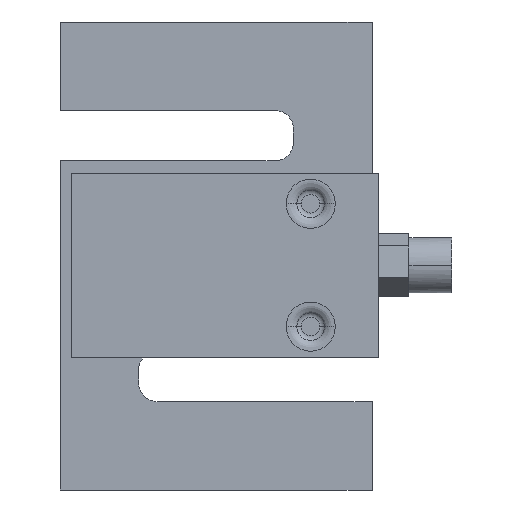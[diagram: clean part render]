
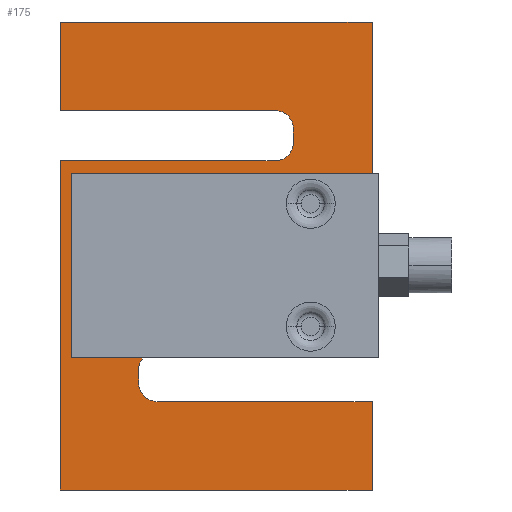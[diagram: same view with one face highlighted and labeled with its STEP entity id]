
A CAD part, front view. The second image highlights one B-rep face of the part: STEP entity #175.
In plain terms, the highlighted face is planar.
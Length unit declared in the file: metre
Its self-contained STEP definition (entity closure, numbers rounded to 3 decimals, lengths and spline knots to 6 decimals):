
#175=ADVANCED_FACE('0:236',(#285),#286,.F.);
#285=FACE_OUTER_BOUND('',#484,.T.);
#286=PLANE('',#485);
#484=EDGE_LOOP('',(#746,#747,#748,#749,#750,#751,#752,#753,#754,#755,#756,#757,#758,#759,#760,#761,#762,#763));
#485=AXIS2_PLACEMENT_3D('',#764,#765,#766);
#746=ORIENTED_EDGE('',*,*,#1381,.T.);
#747=ORIENTED_EDGE('',*,*,#1382,.T.);
#748=ORIENTED_EDGE('',*,*,#1383,.T.);
#749=ORIENTED_EDGE('',*,*,#1362,.T.);
#750=ORIENTED_EDGE('',*,*,#1384,.T.);
#751=ORIENTED_EDGE('',*,*,#1366,.T.);
#752=ORIENTED_EDGE('',*,*,#1345,.F.);
#753=ORIENTED_EDGE('',*,*,#1385,.F.);
#754=ORIENTED_EDGE('',*,*,#1386,.T.);
#755=ORIENTED_EDGE('',*,*,#1387,.T.);
#756=ORIENTED_EDGE('',*,*,#1388,.T.);
#757=ORIENTED_EDGE('',*,*,#1389,.T.);
#758=ORIENTED_EDGE('',*,*,#1371,.T.);
#759=ORIENTED_EDGE('',*,*,#1390,.T.);
#760=ORIENTED_EDGE('',*,*,#1375,.T.);
#761=ORIENTED_EDGE('',*,*,#1349,.F.);
#762=ORIENTED_EDGE('',*,*,#1380,.F.);
#763=ORIENTED_EDGE('',*,*,#1391,.T.);
#764=CARTESIAN_POINT('',(0.016527,0.051711,0.034108));
#765=DIRECTION('',(-0.0,-0.0,-1.0));
#766=DIRECTION('',(0.0,-1.0,0.0));
#1345=EDGE_CURVE('0:299',#1559,#1562,#1563,.T.);
#1349=EDGE_CURVE('0:371',#1567,#1570,#1571,.T.);
#1362=EDGE_CURVE('0:269',#1596,#1594,#1597,.T.);
#1366=EDGE_CURVE('0:290',#1601,#1562,#1602,.F.);
#1371=EDGE_CURVE('0:344',#1611,#1609,#1612,.T.);
#1375=EDGE_CURVE('0:362',#1616,#1570,#1617,.F.);
#1380=EDGE_CURVE('0:371',#1623,#1567,#1625,.T.);
#1381=EDGE_CURVE('0:389',#1626,#1627,#1628,.T.);
#1382=EDGE_CURVE('0:398',#1627,#1629,#1630,.T.);
#1383=EDGE_CURVE('0:404',#1629,#1596,#1631,.T.);
#1384=EDGE_CURVE('0:281',#1594,#1601,#1632,.T.);
#1385=EDGE_CURVE('0:299',#1633,#1559,#1634,.T.);
#1386=EDGE_CURVE('0:308',#1633,#1635,#1636,.T.);
#1387=EDGE_CURVE('0:317',#1635,#1637,#1638,.T.);
#1388=EDGE_CURVE('0:326',#1637,#1639,#1640,.T.);
#1389=EDGE_CURVE('0:335',#1639,#1611,#1641,.T.);
#1390=EDGE_CURVE('0:353',#1609,#1616,#1642,.T.);
#1391=EDGE_CURVE('0:380',#1623,#1626,#1643,.T.);
#1559=VERTEX_POINT('',#1903);
#1562=VERTEX_POINT('',#1907);
#1563=CIRCLE('',#1908,0.003);
#1567=VERTEX_POINT('',#1913);
#1570=VERTEX_POINT('',#1917);
#1571=CIRCLE('',#1918,0.003);
#1594=VERTEX_POINT('',#1947);
#1596=VERTEX_POINT('NONE',#1950);
#1597=LINE('',#1951,#1952);
#1601=VERTEX_POINT('',#1957);
#1602=LINE('',#1958,#1959);
#1609=VERTEX_POINT('NONE',#1969);
#1611=VERTEX_POINT('NONE',#1972);
#1612=LINE('',#1973,#1974);
#1616=VERTEX_POINT('',#1979);
#1617=LINE('',#1980,#1981);
#1623=VERTEX_POINT('',#1989);
#1625=CIRCLE('',#1992,0.003);
#1626=VERTEX_POINT('NONE',#1993);
#1627=VERTEX_POINT('NONE',#1994);
#1628=CIRCLE('',#1995,0.003);
#1629=VERTEX_POINT('NONE',#1996);
#1630=LINE('',#1997,#1998);
#1631=LINE('',#1999,#2000);
#1632=LINE('',#2001,#2002);
#1633=VERTEX_POINT('',#2003);
#1634=CIRCLE('',#2004,0.003);
#1635=VERTEX_POINT('',#2005);
#1636=LINE('',#2006,#2007);
#1637=VERTEX_POINT('NONE',#2008);
#1638=CIRCLE('',#2009,0.003);
#1639=VERTEX_POINT('NONE',#2010);
#1640=LINE('',#2011,#2012);
#1641=LINE('',#2013,#2014);
#1642=LINE('',#2015,#2016);
#1643=LINE('',#2017,#2018);
#1903=CARTESIAN_POINT('',(0.018648,0.053032,0.034108));
#1907=CARTESIAN_POINT('',(0.016527,0.053911,0.034108));
#1908=AXIS2_PLACEMENT_3D('',#2354,#2355,#2356);
#1913=CARTESIAN_POINT('',(-0.004794,0.007389,0.034108));
#1917=CARTESIAN_POINT('',(-0.002673,0.006511,0.034108));
#1918=AXIS2_PLACEMENT_3D('',#2362,#2363,#2364);
#1947=CARTESIAN_POINT('',(-0.018473,0.068311,0.034108));
#1950=CARTESIAN_POINT('',(0.032327,0.068311,0.034108));
#1951=CARTESIAN_POINT('',(0.032327,0.068311,0.034108));
#1952=VECTOR('',#2387,1.0);
#1957=CARTESIAN_POINT('',(-0.018473,0.053911,0.034108));
#1958=CARTESIAN_POINT('',(-0.000973,0.053911,0.034108));
#1959=VECTOR('',#2395,1.0);
#1969=CARTESIAN_POINT('',(0.032327,-0.007889,0.034108));
#1972=CARTESIAN_POINT('',(-0.018473,-0.007889,0.034108));
#1973=CARTESIAN_POINT('',(-0.018473,-0.007889,0.034108));
#1974=VECTOR('',#2400,1.0);
#1979=CARTESIAN_POINT('',(0.032327,0.006511,0.034108));
#1980=CARTESIAN_POINT('',(0.024427,0.006511,0.034108));
#1981=VECTOR('',#2408,1.0);
#1989=CARTESIAN_POINT('',(-0.005673,0.009511,0.034108));
#1992=AXIS2_PLACEMENT_3D('',#2415,#2416,#2417);
#1993=CARTESIAN_POINT('',(-0.005673,0.011711,0.034108));
#1994=CARTESIAN_POINT('',(-0.002673,0.014711,0.034108));
#1995=AXIS2_PLACEMENT_3D('',#2418,#2419,#2420);
#1996=CARTESIAN_POINT('',(0.032327,0.014711,0.034108));
#1997=CARTESIAN_POINT('',(-0.002673,0.014711,0.034108));
#1998=VECTOR('',#2421,1.0);
#1999=CARTESIAN_POINT('',(0.032327,0.014711,0.034108));
#2000=VECTOR('',#2422,1.0);
#2001=CARTESIAN_POINT('',(-0.018473,0.068311,0.034108));
#2002=VECTOR('',#2423,1.0);
#2003=CARTESIAN_POINT('',(0.019527,0.050911,0.034108));
#2004=AXIS2_PLACEMENT_3D('',#2424,#2425,#2426);
#2005=CARTESIAN_POINT('',(0.019527,0.048711,0.034108));
#2006=CARTESIAN_POINT('',(0.019527,0.051711,0.034108));
#2007=VECTOR('',#2427,1.0);
#2008=CARTESIAN_POINT('',(0.016527,0.045711,0.034108));
#2009=AXIS2_PLACEMENT_3D('',#2428,#2429,#2430);
#2010=CARTESIAN_POINT('',(-0.018473,0.045711,0.034108));
#2011=CARTESIAN_POINT('',(0.016527,0.045711,0.034108));
#2012=VECTOR('',#2431,1.0);
#2013=CARTESIAN_POINT('',(-0.018473,0.045711,0.034108));
#2014=VECTOR('',#2432,1.0);
#2015=CARTESIAN_POINT('',(0.032327,-0.007889,0.034108));
#2016=VECTOR('',#2433,1.0);
#2017=CARTESIAN_POINT('',(-0.005673,0.011711,0.034108));
#2018=VECTOR('',#2434,1.0);
#2354=CARTESIAN_POINT('',(0.016527,0.050911,0.034108));
#2355=DIRECTION('',(0.0,-0.0,1.0));
#2356=DIRECTION('',(0.707,0.707,0.0));
#2362=CARTESIAN_POINT('',(-0.002673,0.009511,0.034108));
#2363=DIRECTION('',(0.0,0.0,1.0));
#2364=DIRECTION('',(-0.707,-0.707,0.0));
#2387=DIRECTION('',(-1.0,0.0,0.0));
#2395=DIRECTION('',(-1.0,0.,0.0));
#2400=DIRECTION('',(1.0,0.0,0.0));
#2408=DIRECTION('',(1.0,0.,0.0));
#2415=CARTESIAN_POINT('',(-0.002673,0.009511,0.034108));
#2416=DIRECTION('',(0.0,0.0,1.0));
#2417=DIRECTION('',(-0.707,-0.707,0.0));
#2418=CARTESIAN_POINT('',(-0.002673,0.011711,0.034108));
#2419=DIRECTION('',(0.0,0.0,-1.0));
#2420=DIRECTION('',(-1.0,0.0,0.0));
#2421=DIRECTION('',(1.0,0.0,0.0));
#2422=DIRECTION('',(0.,1.0,0.0));
#2423=DIRECTION('',(0.,-1.0,0.0));
#2424=CARTESIAN_POINT('',(0.016527,0.050911,0.034108));
#2425=DIRECTION('',(0.0,-0.0,1.0));
#2426=DIRECTION('',(0.707,0.707,0.0));
#2427=DIRECTION('',(0.,-1.0,0.0));
#2428=CARTESIAN_POINT('',(0.016527,0.048711,0.034108));
#2429=DIRECTION('',(0.0,0.0,-1.0));
#2430=DIRECTION('',(-1.0,0.0,0.0));
#2431=DIRECTION('',(-1.0,0.,0.0));
#2432=DIRECTION('',(0.,-1.0,0.0));
#2433=DIRECTION('',(0.,1.0,0.0));
#2434=DIRECTION('',(0.,1.0,-0.0));
